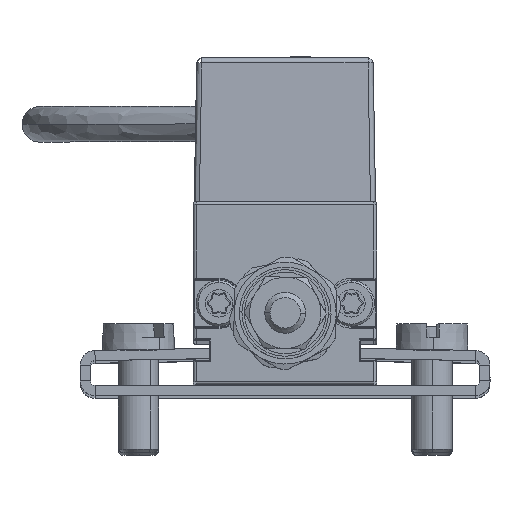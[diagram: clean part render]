
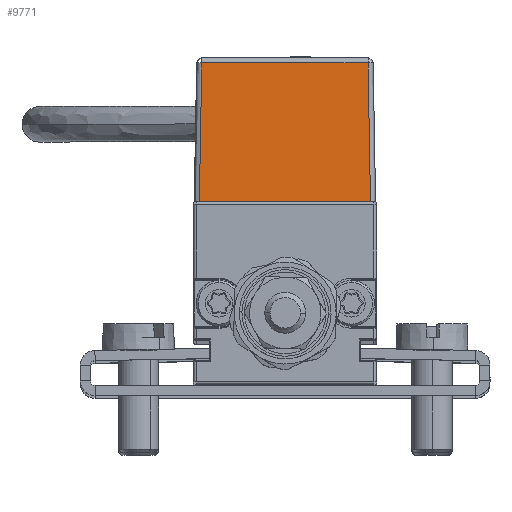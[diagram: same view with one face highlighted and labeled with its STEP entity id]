
A CAD part, top view. The second image highlights one B-rep face of the part: STEP entity #9771.
In plain terms, the highlighted planar face has unit normal (0, 0.018, 1).
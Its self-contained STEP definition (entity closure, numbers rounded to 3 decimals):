
#1421 = LINE ( 'NONE', #1433, #1933 ) ;
#1433 = CARTESIAN_POINT ( 'NONE',  ( -8.929, 18., 232.784 ) ) ;
#1933 = VECTOR ( 'NONE', #24638, 1000. ) ;
#1984 = VECTOR ( 'NONE', #25032, 1000. ) ;
#1992 = VECTOR ( 'NONE', #25109, 1000. ) ;
#4257 = CARTESIAN_POINT ( 'NONE',  ( -8.189, 31.583, 232.547 ) ) ;
#4260 = CARTESIAN_POINT ( 'NONE',  ( -8.426, 18., 232.784 ) ) ;
#4402 = CARTESIAN_POINT ( 'NONE',  ( 8.129, 31.583, 232.547 ) ) ;
#9771 = ADVANCED_FACE ( 'NONE', ( #16752 ), #16693, .T. ) ;
#11853 = ORIENTED_EDGE ( 'NONE', *, *, #22032, .T. ) ;
#11935 = ORIENTED_EDGE ( 'NONE', *, *, #22093, .T. ) ;
#11961 = ORIENTED_EDGE ( 'NONE', *, *, #22223, .T. ) ;
#12818 = VERTEX_POINT ( 'NONE', #4257 ) ;
#12823 = VERTEX_POINT ( 'NONE', #4260 ) ;
#13048 = VERTEX_POINT ( 'NONE', #4402 ) ;
#16693 = PLANE ( 'NONE',  #34563 ) ;
#16752 = FACE_OUTER_BOUND ( 'NONE', #19886, .T. ) ;
#16795 = CARTESIAN_POINT ( 'NONE',  ( -8.929, 18., 232.784 ) ) ;
#16798 = DIRECTION ( 'NONE',  ( 0., 0.017, 1. ) ) ;
#16801 = DIRECTION ( 'NONE',  ( 0., -1., 0.017 ) ) ;
#18629 = CARTESIAN_POINT ( 'NONE',  ( 8.366, 18., 232.784 ) ) ;
#19886 = EDGE_LOOP ( 'NONE', ( #32686, #11935, #11961, #11853 ) ) ;
#22032 = EDGE_CURVE ( 'NONE', #12823, #24479, #1421, .T. ) ;
#22084 = EDGE_CURVE ( 'NONE', #24479, #13048, #25027, .T. ) ;
#22093 = EDGE_CURVE ( 'NONE', #13048, #12818, #25093, .T. ) ;
#22223 = EDGE_CURVE ( 'NONE', #12818, #12823, #25976, .T. ) ;
#24479 = VERTEX_POINT ( 'NONE', #18629 ) ;
#24638 = DIRECTION ( 'NONE',  ( 1., 0., 0. ) ) ;
#25027 = LINE ( 'NONE', #25030, #1984 ) ;
#25030 = CARTESIAN_POINT ( 'NONE',  ( 8.36, 18.302, 232.779 ) ) ;
#25032 = DIRECTION ( 'NONE',  ( -0.017, 1., -0.017 ) ) ;
#25093 = LINE ( 'NONE', #25096, #1992 ) ;
#25096 = CARTESIAN_POINT ( 'NONE',  ( -8.929, 31.583, 232.547 ) ) ;
#25109 = DIRECTION ( 'NONE',  ( -1., 0., 0. ) ) ;
#25976 = LINE ( 'NONE', #25982, #31030 ) ;
#25982 = CARTESIAN_POINT ( 'NONE',  ( -8.426, 17.991, 232.784 ) ) ;
#25983 = DIRECTION ( 'NONE',  ( -0.017, -1., 0.017 ) ) ;
#31030 = VECTOR ( 'NONE', #25983, 1000. ) ;
#32686 = ORIENTED_EDGE ( 'NONE', *, *, #22084, .T. ) ;
#34563 = AXIS2_PLACEMENT_3D ( 'NONE', #16795, #16798, #16801 ) ;
